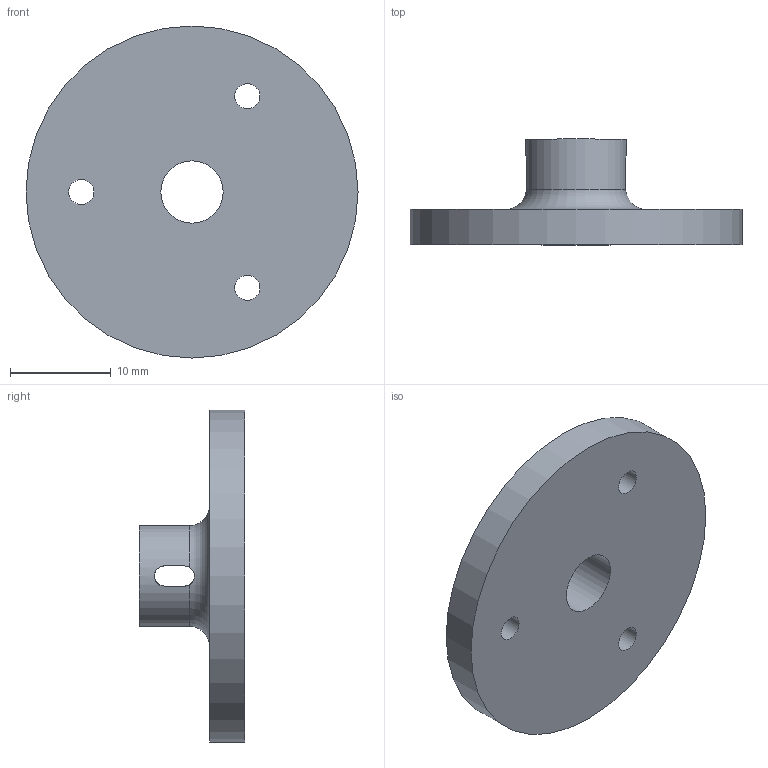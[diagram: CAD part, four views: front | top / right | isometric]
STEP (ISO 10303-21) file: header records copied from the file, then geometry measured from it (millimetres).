
FILE_DESCRIPTION(/* description */ (''),/* implementation_level */ '2;1');
FILE_NAME(/* name */ 'Clutch Connector (AMC2.5).step',/* time_stamp */ '2023-07-30T19:08:17+08:00',/* author */ (''),/* organization */ (''),/* preprocessor_version */ 'ST-DEVELOPER v19.2',/* originating_system */ 'Autodesk Translation Framework v11.17.0.187',/* authorisation */ '');
FILE_SCHEMA (('AUTOMOTIVE_DESIGN { 1 0 10303 214 3 1 1 }'));
Length unit declared in the file: millimetre
Products named in the file (1): Clutch Connector (AMC2.5)
Bounding box: 33 x 10.5 x 33 mm (x, y, z)
Volume: 3176.7 mm3; surface area: 2476.6 mm2
Topology: 1 solids, 1 shells, 18 faces, 54 edges, 36 vertices
Faces by surface type: cylinder 10, plane 7, torus 1
Full cylindrical faces by diameter (mm): 2.5 x3, 6.2 x1, 10 x1, 33 x1
Entity records: 793 total; most frequent: CARTESIAN_POINT 272, ORIENTED_EDGE 108, DIRECTION 93, EDGE_CURVE 54, VERTEX_POINT 36, AXIS2_PLACEMENT_3D 35, EDGE_LOOP 28, LINE 23
